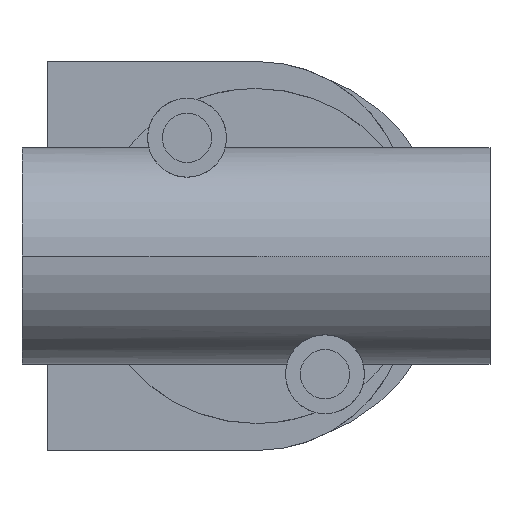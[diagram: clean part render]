
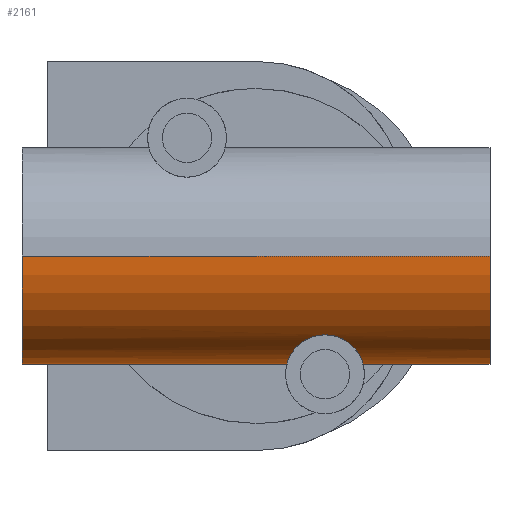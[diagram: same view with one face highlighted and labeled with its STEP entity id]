
A CAD part, front view. The second image highlights one B-rep face of the part: STEP entity #2161.
In plain terms, the highlighted cylindrical face has radius 11 mm (diameter 22 mm), a partial arc.
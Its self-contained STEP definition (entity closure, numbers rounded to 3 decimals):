
#1 = CIRCLE ( 'NONE', #2470, 11. ) ;
#6 = EDGE_CURVE ( 'NONE', #1656, #1395, #893, .T. ) ;
#12 = CARTESIAN_POINT ( 'NONE',  ( 5.96, -24.258, -8.132 ) ) ;
#21 = EDGE_CURVE ( 'NONE', #1395, #101, #1769, .T. ) ;
#22 = CARTESIAN_POINT ( 'NONE',  ( 9.75, -23.045, -9.091 ) ) ;
#34 = CARTESIAN_POINT ( 'NONE',  ( 10.873, -16.85, -11. ) ) ;
#77 = VECTOR ( 'NONE', #1562, 1000. ) ;
#101 = VERTEX_POINT ( 'NONE', #34 ) ;
#160 = CARTESIAN_POINT ( 'NONE',  ( 5.398, -24.035, -8.33 ) ) ;
#172 = CARTESIAN_POINT ( 'NONE',  ( 10.122, -22.405, -9.496 ) ) ;
#183 = CARTESIAN_POINT ( 'NONE',  ( 9.385, -23.473, -8.784 ) ) ;
#196 = CARTESIAN_POINT ( 'NONE',  ( 6.163, -24.311, -8.083 ) ) ;
#212 = CARTESIAN_POINT ( 'NONE',  ( 5.579, -24.12, -8.256 ) ) ;
#331 = CARTESIAN_POINT ( 'NONE',  ( -23.75, -27.85, 0. ) ) ;
#337 = EDGE_CURVE ( 'NONE', #982, #653, #1, .T. ) ;
#349 = CARTESIAN_POINT ( 'NONE',  ( 23.75, -27.85, 0. ) ) ;
#354 = CARTESIAN_POINT ( 'NONE',  ( 4.488, -23.34, -8.883 ) ) ;
#369 = CARTESIAN_POINT ( 'NONE',  ( 3.148, -18.531, -10.903 ) ) ;
#382 = CARTESIAN_POINT ( 'NONE',  ( 8.042, -24.257, -8.133 ) ) ;
#392 = CARTESIAN_POINT ( 'NONE',  ( 3.127, -16.85, -11. ) ) ;
#404 = CARTESIAN_POINT ( 'NONE',  ( 4.619, -23.477, -8.781 ) ) ;
#481 = CARTESIAN_POINT ( 'NONE',  ( 23.75, -16.85, -11. ) ) ;
#499 = VERTEX_POINT ( 'NONE', #902 ) ;
#519 = CYLINDRICAL_SURFACE ( 'NONE', #942, 11. ) ;
#529 = AXIS2_PLACEMENT_3D ( 'NONE', #1870, #1242, #2009 ) ;
#555 = CARTESIAN_POINT ( 'NONE',  ( 9.515, -23.337, -8.886 ) ) ;
#566 = VECTOR ( 'NONE', #1073, 1000. ) ;
#592 = CARTESIAN_POINT ( 'NONE',  ( 9.854, -22.892, -9.194 ) ) ;
#649 = VECTOR ( 'NONE', #1319, 1000. ) ;
#653 = VERTEX_POINT ( 'NONE', #331 ) ;
#664 = CARTESIAN_POINT ( 'NONE',  ( 3.127, -16.85, -11. ) ) ;
#710 = DIRECTION ( 'NONE',  ( -1., 0., 0. ) ) ;
#721 = DIRECTION ( 'NONE',  ( -1., 0., 0. ) ) ;
#745 = CARTESIAN_POINT ( 'NONE',  ( 7.427, -24.382, -8.017 ) ) ;
#746 = DIRECTION ( 'NONE',  ( 0., 0., 1. ) ) ;
#773 = ORIENTED_EDGE ( 'NONE', *, *, #1101, .T. ) ;
#784 = CARTESIAN_POINT ( 'NONE',  ( 7.213, -24.4, -8. ) ) ;
#795 = LINE ( 'NONE', #808, #77 ) ;
#796 = EDGE_CURVE ( 'NONE', #1656, #982, #795, .T. ) ;
#797 = CARTESIAN_POINT ( 'NONE',  ( 8.426, -24.118, -8.257 ) ) ;
#808 = CARTESIAN_POINT ( 'NONE',  ( 23.75, -16.85, -11. ) ) ;
#883 = CARTESIAN_POINT ( 'NONE',  ( -23.75, -16.85, -11. ) ) ;
#893 = B_SPLINE_CURVE_WITH_KNOTS ( 'NONE', 3,
 ( #392, #2332, #369, #1734, #1120, #1919, #1932, #2497, #1749, #2486, #2102, #354, #404, #1944, #2292, #160, #212, #12, #196, #1527, #1343, #2139 ),
 .UNSPECIFIED., .F., .F.,
 ( 4, 2, 2, 2, 2, 2, 2, 2, 2, 2, 4 ),
 ( 0.01, 0.012, 0.013, 0.015, 0.016, 0.016, 0.017, 0.018, 0.018, 0.019, 0.02 ),
 .UNSPECIFIED. ) ;
#902 = CARTESIAN_POINT ( 'NONE',  ( 23.75, -16.85, -11. ) ) ;
#940 = CARTESIAN_POINT ( 'NONE',  ( 23.75, -16.85, 0. ) ) ;
#942 = AXIS2_PLACEMENT_3D ( 'NONE', #940, #710, #746 ) ;
#949 = CARTESIAN_POINT ( 'NONE',  ( 10.71, -20.164, -10.497 ) ) ;
#960 = CARTESIAN_POINT ( 'NONE',  ( 10.755, -19.758, -10.617 ) ) ;
#982 = VERTEX_POINT ( 'NONE', #883 ) ;
#984 = CARTESIAN_POINT ( 'NONE',  ( 10.584, -20.947, -10.217 ) ) ;
#988 = CARTESIAN_POINT ( 'NONE',  ( 7., -24.4, -8. ) ) ;
#1073 = DIRECTION ( 'NONE',  ( -1., 0., 0. ) ) ;
#1101 = EDGE_CURVE ( 'NONE', #1312, #653, #2049, .T. ) ;
#1120 = CARTESIAN_POINT ( 'NONE',  ( 3.29, -20.166, -10.497 ) ) ;
#1137 = CARTESIAN_POINT ( 'NONE',  ( 10.04, -22.572, -9.396 ) ) ;
#1179 = CARTESIAN_POINT ( 'NONE',  ( 10.502, -21.327, -10.056 ) ) ;
#1189 = CARTESIAN_POINT ( 'NONE',  ( 23.75, -27.85, 0. ) ) ;
#1242 = DIRECTION ( 'NONE',  ( 1., 0., 0. ) ) ;
#1312 = VERTEX_POINT ( 'NONE', #1189 ) ;
#1319 = DIRECTION ( 'NONE',  ( -1., 0., 0. ) ) ;
#1343 = CARTESIAN_POINT ( 'NONE',  ( 6.787, -24.4, -8. ) ) ;
#1345 = ORIENTED_EDGE ( 'NONE', *, *, #1648, .F. ) ;
#1368 = CARTESIAN_POINT ( 'NONE',  ( 10.333, -21.878, -9.786 ) ) ;
#1383 = CIRCLE ( 'NONE', #529, 11. ) ;
#1384 = CARTESIAN_POINT ( 'NONE',  ( 10.268, -22.058, -9.691 ) ) ;
#1395 = VERTEX_POINT ( 'NONE', #988 ) ;
#1519 = EDGE_CURVE ( 'NONE', #1312, #499, #1383, .T. ) ;
#1527 = CARTESIAN_POINT ( 'NONE',  ( 6.577, -24.382, -8.017 ) ) ;
#1544 = DIRECTION ( 'NONE',  ( 0., 0., -1. ) ) ;
#1554 = CARTESIAN_POINT ( 'NONE',  ( 7.839, -24.311, -8.084 ) ) ;
#1562 = DIRECTION ( 'NONE',  ( -1., 0., 0. ) ) ;
#1564 = CARTESIAN_POINT ( 'NONE',  ( 8.943, -23.835, -8.499 ) ) ;
#1640 = ORIENTED_EDGE ( 'NONE', *, *, #337, .F. ) ;
#1648 = EDGE_CURVE ( 'NONE', #499, #101, #2046, .T. ) ;
#1656 = VERTEX_POINT ( 'NONE', #664 ) ;
#1711 = CARTESIAN_POINT ( 'NONE',  ( 9.1, -23.721, -8.591 ) ) ;
#1722 = FACE_OUTER_BOUND ( 'NONE', #1888, .T. ) ;
#1734 = CARTESIAN_POINT ( 'NONE',  ( 3.245, -19.758, -10.617 ) ) ;
#1749 = CARTESIAN_POINT ( 'NONE',  ( 3.87, -22.417, -9.495 ) ) ;
#1761 = CARTESIAN_POINT ( 'NONE',  ( 10.852, -18.524, -10.905 ) ) ;
#1769 = B_SPLINE_CURVE_WITH_KNOTS ( 'NONE', 3,
 ( #1957, #784, #745, #1554, #382, #797, #2118, #1564, #1711, #183, #555, #22, #592, #1137, #172, #1384, #1368, #1179, #984, #949, #960, #1761, #2319, #2341 ),
 .UNSPECIFIED., .F., .F.,
 ( 4, 2, 2, 2, 2, 2, 2, 2, 2, 2, 2, 4 ),
 ( 0.02, 0.02, 0.021, 0.022, 0.022, 0.023, 0.023, 0.024, 0.025, 0.026, 0.027, 0.03 ),
 .UNSPECIFIED. ) ;
#1836 = ORIENTED_EDGE ( 'NONE', *, *, #21, .T. ) ;
#1870 = CARTESIAN_POINT ( 'NONE',  ( 23.75, -16.85, 0. ) ) ;
#1888 = EDGE_LOOP ( 'NONE', ( #2025, #2012, #1836, #1345, #2421, #773, #1640 ) ) ;
#1919 = CARTESIAN_POINT ( 'NONE',  ( 3.417, -20.953, -10.215 ) ) ;
#1932 = CARTESIAN_POINT ( 'NONE',  ( 3.499, -21.333, -10.053 ) ) ;
#1944 = CARTESIAN_POINT ( 'NONE',  ( 4.904, -23.724, -8.589 ) ) ;
#1957 = CARTESIAN_POINT ( 'NONE',  ( 7., -24.4, -8. ) ) ;
#2009 = DIRECTION ( 'NONE',  ( 0., 0., -1. ) ) ;
#2012 = ORIENTED_EDGE ( 'NONE', *, *, #6, .T. ) ;
#2025 = ORIENTED_EDGE ( 'NONE', *, *, #796, .F. ) ;
#2046 = LINE ( 'NONE', #481, #566 ) ;
#2049 = LINE ( 'NONE', #349, #649 ) ;
#2102 = CARTESIAN_POINT ( 'NONE',  ( 4.254, -23.05, -9.088 ) ) ;
#2118 = CARTESIAN_POINT ( 'NONE',  ( 8.605, -24.034, -8.331 ) ) ;
#2139 = CARTESIAN_POINT ( 'NONE',  ( 7., -24.4, -8. ) ) ;
#2161 = ADVANCED_FACE ( 'NONE', ( #1722 ), #519, .T. ) ;
#2283 = CARTESIAN_POINT ( 'NONE',  ( -23.75, -16.85, 0. ) ) ;
#2292 = CARTESIAN_POINT ( 'NONE',  ( 5.058, -23.836, -8.498 ) ) ;
#2319 = CARTESIAN_POINT ( 'NONE',  ( 10.873, -17.692, -11. ) ) ;
#2332 = CARTESIAN_POINT ( 'NONE',  ( 3.127, -17.698, -11. ) ) ;
#2341 = CARTESIAN_POINT ( 'NONE',  ( 10.873, -16.85, -11. ) ) ;
#2421 = ORIENTED_EDGE ( 'NONE', *, *, #1519, .F. ) ;
#2470 = AXIS2_PLACEMENT_3D ( 'NONE', #2283, #721, #1544 ) ;
#2486 = CARTESIAN_POINT ( 'NONE',  ( 4.149, -22.897, -9.19 ) ) ;
#2497 = CARTESIAN_POINT ( 'NONE',  ( 3.725, -22.065, -9.694 ) ) ;
